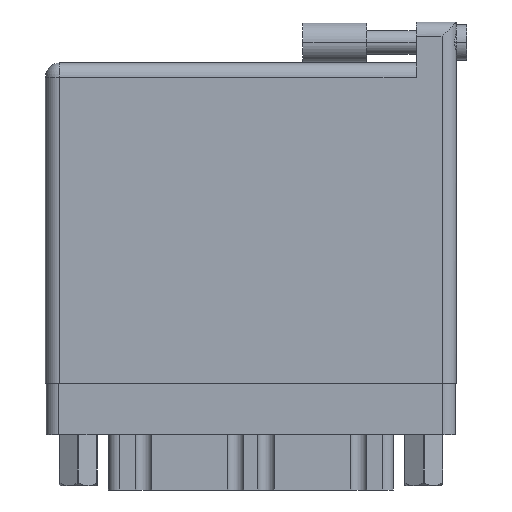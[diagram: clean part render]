
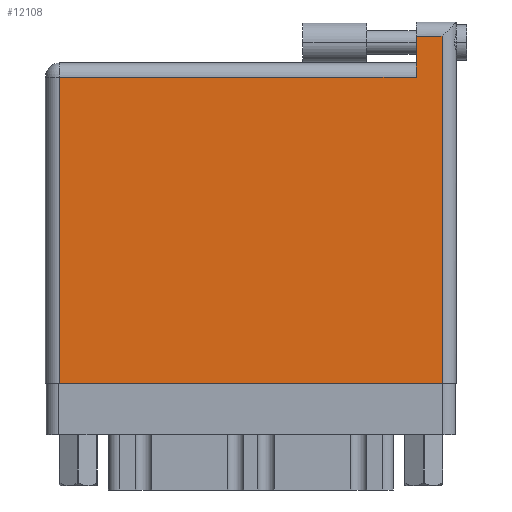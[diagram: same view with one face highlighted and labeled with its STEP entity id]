
A CAD part, front view. The second image highlights one B-rep face of the part: STEP entity #12108.
In plain terms, the highlighted face is planar.
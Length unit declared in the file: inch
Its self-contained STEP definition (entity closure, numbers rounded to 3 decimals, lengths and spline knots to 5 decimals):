
#1658 = DIRECTION ( 'NONE',  ( 0., 0., -1. ) ) ;
#2752 = ORIENTED_EDGE ( 'NONE', *, *, #15538, .T. ) ;
#3809 = VERTEX_POINT ( 'NONE', #41617 ) ;
#7426 = CARTESIAN_POINT ( 'NONE',  ( 0., 1.496, 0. ) ) ;
#7818 = LINE ( 'NONE', #33366, #11660 ) ;
#8505 = VECTOR ( 'NONE', #27344, 39.37008 ) ;
#8518 = DIRECTION ( 'NONE',  ( -1., 0., 0. ) ) ;
#11212 = VERTEX_POINT ( 'NONE', #24086 ) ;
#11660 = VECTOR ( 'NONE', #8518, 39.37008 ) ;
#11855 = VECTOR ( 'NONE', #13883, 39.37008 ) ;
#12108 = ADVANCED_FACE ( 'NONE', ( #27930 ), #34376, .F. ) ;
#13883 = DIRECTION ( 'NONE',  ( 0., -1., 0. ) ) ;
#14169 = CARTESIAN_POINT ( 'NONE',  ( 1.938, 1.696, 0. ) ) ;
#15538 = EDGE_CURVE ( 'NONE', #3809, #11212, #17945, .T. ) ;
#16217 = CARTESIAN_POINT ( 'NONE',  ( 0., 1.566, 0. ) ) ;
#16224 = LINE ( 'NONE', #30806, #36656 ) ;
#16577 = CARTESIAN_POINT ( 'NONE',  ( 1.938, 1.766, 0. ) ) ;
#16996 = CARTESIAN_POINT ( 'NONE',  ( 0., 0., 0. ) ) ;
#17432 = VERTEX_POINT ( 'NONE', #39666 ) ;
#17488 = LINE ( 'NONE', #46637, #11855 ) ;
#17945 = LINE ( 'NONE', #16996, #20711 ) ;
#19969 = VERTEX_POINT ( 'NONE', #27656 ) ;
#20463 = VERTEX_POINT ( 'NONE', #14169 ) ;
#20711 = VECTOR ( 'NONE', #31568, 39.37008 ) ;
#21620 = EDGE_CURVE ( 'NONE', #11212, #20463, #42779, .T. ) ;
#24086 = CARTESIAN_POINT ( 'NONE',  ( 1.938, 0., 0. ) ) ;
#24326 = ORIENTED_EDGE ( 'NONE', *, *, #33767, .T. ) ;
#24901 = ORIENTED_EDGE ( 'NONE', *, *, #21620, .T. ) ;
#25352 = LINE ( 'NONE', #7426, #37819 ) ;
#26273 = EDGE_CURVE ( 'NONE', #19969, #17432, #17488, .T. ) ;
#26598 = VERTEX_POINT ( 'NONE', #42027 ) ;
#27344 = DIRECTION ( 'NONE',  ( 0., 1., 0. ) ) ;
#27656 = CARTESIAN_POINT ( 'NONE',  ( 1.811, 1.696, 0. ) ) ;
#27930 = FACE_OUTER_BOUND ( 'NONE', #36819, .T. ) ;
#28695 = DIRECTION ( 'NONE',  ( -1., 0., 0. ) ) ;
#30806 = CARTESIAN_POINT ( 'NONE',  ( 0.07, 0., 0. ) ) ;
#31568 = DIRECTION ( 'NONE',  ( 1., 0., 0. ) ) ;
#33366 = CARTESIAN_POINT ( 'NONE',  ( 0., 1.696, 0. ) ) ;
#33767 = EDGE_CURVE ( 'NONE', #26598, #3809, #16224, .T. ) ;
#34376 = PLANE ( 'NONE',  #35268 ) ;
#35237 = ORIENTED_EDGE ( 'NONE', *, *, #39817, .T. ) ;
#35268 = AXIS2_PLACEMENT_3D ( 'NONE', #16217, #1658, #45362 ) ;
#35404 = ORIENTED_EDGE ( 'NONE', *, *, #44834, .T. ) ;
#36656 = VECTOR ( 'NONE', #38445, 39.37008 ) ;
#36819 = EDGE_LOOP ( 'NONE', ( #2752, #24901, #35237, #37053, #35404, #24326 ) ) ;
#37053 = ORIENTED_EDGE ( 'NONE', *, *, #26273, .T. ) ;
#37819 = VECTOR ( 'NONE', #28695, 39.37008 ) ;
#38445 = DIRECTION ( 'NONE',  ( 0., -1., 0. ) ) ;
#39666 = CARTESIAN_POINT ( 'NONE',  ( 1.811, 1.496, 0. ) ) ;
#39817 = EDGE_CURVE ( 'NONE', #20463, #19969, #7818, .T. ) ;
#41617 = CARTESIAN_POINT ( 'NONE',  ( 0.07, 0., 0. ) ) ;
#42027 = CARTESIAN_POINT ( 'NONE',  ( 0.07, 1.496, 0. ) ) ;
#42779 = LINE ( 'NONE', #16577, #8505 ) ;
#44834 = EDGE_CURVE ( 'NONE', #17432, #26598, #25352, .T. ) ;
#45362 = DIRECTION ( 'NONE',  ( -1., 0., 0. ) ) ;
#46637 = CARTESIAN_POINT ( 'NONE',  ( 1.811, 1.766, 0. ) ) ;
